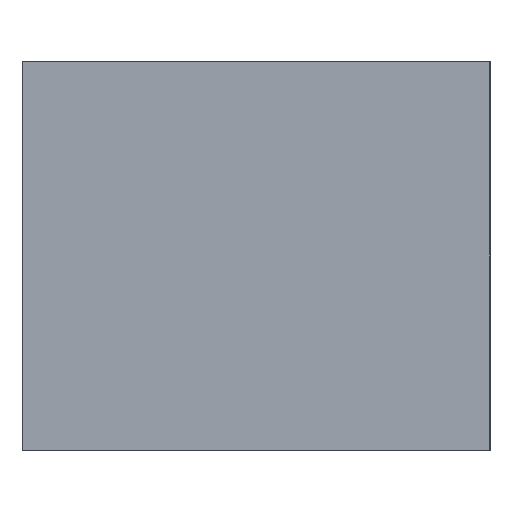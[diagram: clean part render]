
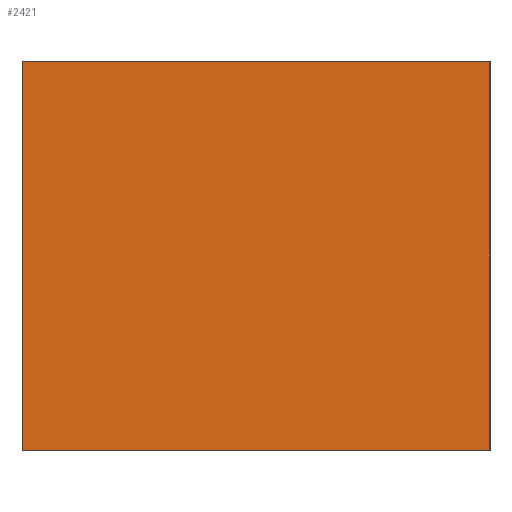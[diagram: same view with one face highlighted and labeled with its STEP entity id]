
A CAD part, left-side view. The second image highlights one B-rep face of the part: STEP entity #2421.
In plain terms, the highlighted planar face has unit normal (-1, 0, 0).
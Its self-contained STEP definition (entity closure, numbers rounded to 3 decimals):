
#2421 = ADVANCED_FACE ( 'NONE', ( #5365 ), #17785, .F. ) ;
#3237 = VECTOR ( 'NONE', #23834, 1000. ) ;
#4597 = VECTOR ( 'NONE', #29920, 1000. ) ;
#4981 = LINE ( 'NONE', #17390, #29045 ) ;
#5197 = CARTESIAN_POINT ( 'NONE',  ( -20., 6., 2.5 ) ) ;
#5223 = EDGE_CURVE ( 'NONE', #6385, #12184, #14146, .T. ) ;
#5365 = FACE_OUTER_BOUND ( 'NONE', #20415, .T. ) ;
#5736 = ORIENTED_EDGE ( 'NONE', *, *, #5223, .F. ) ;
#6283 = DIRECTION ( 'NONE',  ( 1., 0., 0. ) ) ;
#6303 = ORIENTED_EDGE ( 'NONE', *, *, #22993, .T. ) ;
#6385 = VERTEX_POINT ( 'NONE', #22857 ) ;
#8458 = VERTEX_POINT ( 'NONE', #29900 ) ;
#9129 = DIRECTION ( 'NONE',  ( 0., -1., 0. ) ) ;
#9241 = CARTESIAN_POINT ( 'NONE',  ( -20., 6., -2.5 ) ) ;
#9321 = CARTESIAN_POINT ( 'NONE',  ( -20., -0.02, -2.5 ) ) ;
#10950 = CARTESIAN_POINT ( 'NONE',  ( -20., -0.02, -2.5 ) ) ;
#12184 = VERTEX_POINT ( 'NONE', #5197 ) ;
#13117 = CARTESIAN_POINT ( 'NONE',  ( -20., 6., -2.5 ) ) ;
#14146 = LINE ( 'NONE', #9241, #3237 ) ;
#16184 = LINE ( 'NONE', #23128, #29357 ) ;
#17390 = CARTESIAN_POINT ( 'NONE',  ( -20., 6., -2.5 ) ) ;
#17785 = PLANE ( 'NONE',  #28510 ) ;
#18849 = EDGE_CURVE ( 'NONE', #12184, #8458, #16184, .T. ) ;
#20415 = EDGE_LOOP ( 'NONE', ( #6303, #27720, #22802, #5736 ) ) ;
#22802 = ORIENTED_EDGE ( 'NONE', *, *, #18849, .F. ) ;
#22857 = CARTESIAN_POINT ( 'NONE',  ( -20., 6., -2.5 ) ) ;
#22993 = EDGE_CURVE ( 'NONE', #6385, #24677, #4981, .T. ) ;
#23128 = CARTESIAN_POINT ( 'NONE',  ( -20., 6., 2.5 ) ) ;
#23233 = EDGE_CURVE ( 'NONE', #8458, #24677, #25018, .T. ) ;
#23834 = DIRECTION ( 'NONE',  ( 0., 0., 1. ) ) ;
#24677 = VERTEX_POINT ( 'NONE', #9321 ) ;
#24741 = DIRECTION ( 'NONE',  ( 0., 0., -1. ) ) ;
#25018 = LINE ( 'NONE', #10950, #4597 ) ;
#27004 = DIRECTION ( 'NONE',  ( 0., -1., 0. ) ) ;
#27720 = ORIENTED_EDGE ( 'NONE', *, *, #23233, .F. ) ;
#28510 = AXIS2_PLACEMENT_3D ( 'NONE', #13117, #6283, #24741 ) ;
#29045 = VECTOR ( 'NONE', #27004, 1000. ) ;
#29357 = VECTOR ( 'NONE', #9129, 1000. ) ;
#29900 = CARTESIAN_POINT ( 'NONE',  ( -20., -0.02, 2.5 ) ) ;
#29920 = DIRECTION ( 'NONE',  ( 0., 0., -1. ) ) ;
